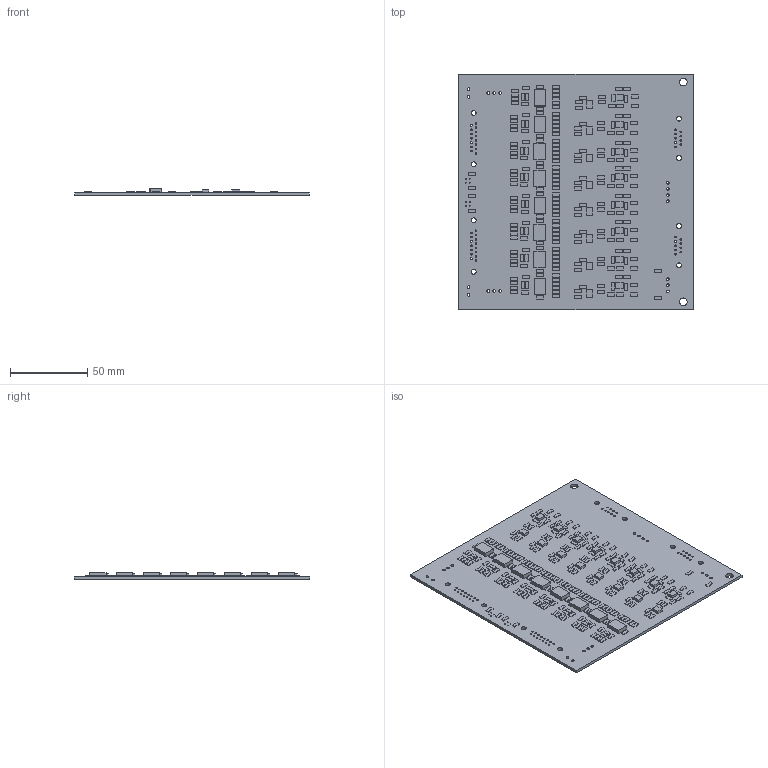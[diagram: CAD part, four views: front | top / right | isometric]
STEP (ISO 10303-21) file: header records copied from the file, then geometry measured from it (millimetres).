
FILE_DESCRIPTION(('Open CASCADE Model'),'2;1');
FILE_NAME('Open CASCADE Shape Model','2011-10-26T09:20:44',('Author'),( 'Open CASCADE'),'Open CASCADE STEP processor 6.2','Open CASCADE 6.2' ,'Unknown');
FILE_SCHEMA(('AUTOMOTIVE_DESIGN { 1 0 10303 214 1 1 1 1 }'));
Length unit declared in the file: millimetre
Products named in the file (274): PCB; Board; R24_DC8; 554880704; Extruded; R24_DC7; R24_DC6; R24_DC5; R24_DC4; R24_DC3; R24_DC2; R24_DC1; C1_DC8; C1_DC7; C1_DC6; C1_DC5; C2_DC8; C2_DC7; C2_DC6; C2_DC5; C3_U8; C3_U7; C3_U6; C3_U5; C4_U8; 554880960; C4_U7; C4_U6; C4_U5; C5_U8; C5_U7; C5_U6; C5_U5; C6_U8; C6_U7; C6_U6; C6_U5; C7_U8; C7_U7; C7_U6 ...
Assembly tree (530 placements, depth 4):
  PCB
    Board
    R24_DC8
      554880704
        Extruded
    R24_DC7
      554880704
        Extruded
    R24_DC6
      554880704
        Extruded
    R24_DC5
      554880704
        Extruded
    R24_DC4
      554880704
        Extruded
    R24_DC3
      554880704
        Extruded
    R24_DC2
      554880704
        Extruded
    R24_DC1
      554880704
        Extruded
    C1_DC8
      554880704
        Extruded
    C1_DC7
      554880704
        Extruded
    C1_DC6
      554880704
        Extruded
    C1_DC5
      554880704
        Extruded
    C2_DC8
      554880704
        Extruded
    C2_DC7
      554880704
        Extruded
    C2_DC6
      554880704
        Extruded
    C2_DC5
      554880704
        Extruded
    C3_U8
      554880704
        Extruded
    C3_U7
      554880704
        Extruded
    C3_U6
      554880704
        Extruded
    C3_U5
Bounding box: 151.76 x 152.4 x 4.49 mm (x, y, z)
Volume: 45493.1 mm3; surface area: 56803.1 mm2
Topology: 263 solids, 263 shells, 1661 faces, 3405 edges, 2270 vertices
Faces by surface type: plane 1578, cylinder 83
Full cylindrical faces by diameter (mm): 0.635 x8, 1.029 x48, 1.702 x17, 3.198 x8, 4.902 x2
Entity records: 15856 total; most frequent: CARTESIAN_POINT 2823, DIRECTION 2263, AXIS2_PLACEMENT_3D 816, PRODUCT_DEFINITION_SHAPE 804, ORIENTED_EDGE 642, PCURVE 642, DEFINITIONAL_REPRESENTATION 642, LINE 631
